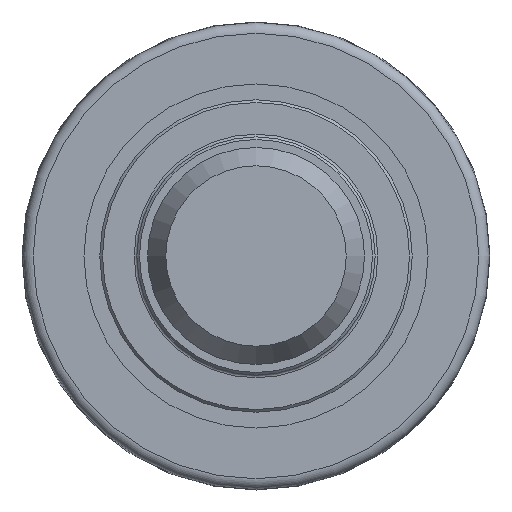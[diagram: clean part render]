
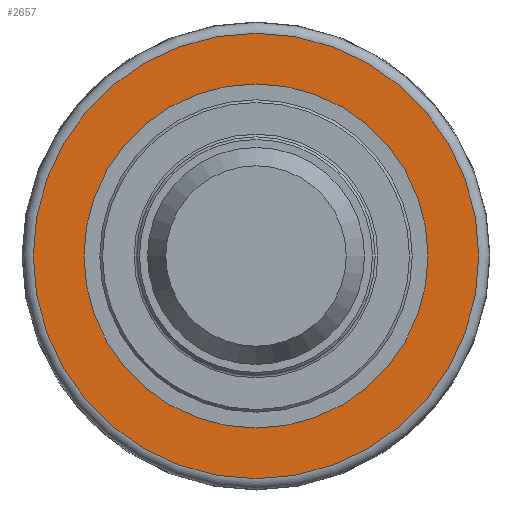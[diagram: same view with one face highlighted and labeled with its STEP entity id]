
A CAD part, left-side view. The second image highlights one B-rep face of the part: STEP entity #2657.
In plain terms, the highlighted planar face has unit normal (-1, 0, 0).
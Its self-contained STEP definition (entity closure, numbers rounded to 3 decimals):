
#45=FACE_BOUND('',#295,.T.);
#65=PLANE('',#2855);
#149=FACE_OUTER_BOUND('',#294,.T.);
#294=EDGE_LOOP('',(#1659,#1660));
#295=EDGE_LOOP('',(#1661,#1662));
#488=CIRCLE('',#2856,42.079);
#489=CIRCLE('',#2857,42.079);
#490=CIRCLE('',#2858,32.5);
#491=CIRCLE('',#2859,32.5);
#989=VERTEX_POINT('',#4364);
#990=VERTEX_POINT('',#4365);
#991=VERTEX_POINT('',#4368);
#992=VERTEX_POINT('',#4369);
#1237=EDGE_CURVE('',#989,#990,#488,.T.);
#1238=EDGE_CURVE('',#990,#989,#489,.T.);
#1239=EDGE_CURVE('',#991,#992,#490,.T.);
#1240=EDGE_CURVE('',#992,#991,#491,.T.);
#1659=ORIENTED_EDGE('',*,*,#1237,.F.);
#1660=ORIENTED_EDGE('',*,*,#1238,.F.);
#1661=ORIENTED_EDGE('',*,*,#1239,.T.);
#1662=ORIENTED_EDGE('',*,*,#1240,.T.);
#2657=ADVANCED_FACE('',(#149,#45),#65,.T.);
#2855=AXIS2_PLACEMENT_3D('',#4363,#3355,#3356);
#2856=AXIS2_PLACEMENT_3D('',#4366,#3357,#3358);
#2857=AXIS2_PLACEMENT_3D('',#4367,#3359,#3360);
#2858=AXIS2_PLACEMENT_3D('',#4370,#3361,#3362);
#2859=AXIS2_PLACEMENT_3D('',#4371,#3363,#3364);
#3355=DIRECTION('center_axis',(-1.,0.,0.));
#3356=DIRECTION('ref_axis',(0.,0.,1.));
#3357=DIRECTION('center_axis',(1.,0.,0.));
#3358=DIRECTION('ref_axis',(0.,-1.,0.));
#3359=DIRECTION('center_axis',(1.,0.,0.));
#3360=DIRECTION('ref_axis',(0.,-1.,0.));
#3361=DIRECTION('center_axis',(1.,0.,0.));
#3362=DIRECTION('ref_axis',(0.,1.,0.));
#3363=DIRECTION('center_axis',(1.,0.,0.));
#3364=DIRECTION('ref_axis',(0.,1.,0.));
#4363=CARTESIAN_POINT('Origin',(23.7,38.27,0.));
#4364=CARTESIAN_POINT('',(23.7,42.079,0.));
#4365=CARTESIAN_POINT('',(23.7,0.,42.079));
#4366=CARTESIAN_POINT('Origin',(23.7,0.,0.));
#4367=CARTESIAN_POINT('Origin',(23.7,0.,0.));
#4368=CARTESIAN_POINT('',(23.7,32.5,0.));
#4369=CARTESIAN_POINT('',(23.7,-32.5,0.));
#4370=CARTESIAN_POINT('Origin',(23.7,0.,0.));
#4371=CARTESIAN_POINT('Origin',(23.7,0.,0.));
